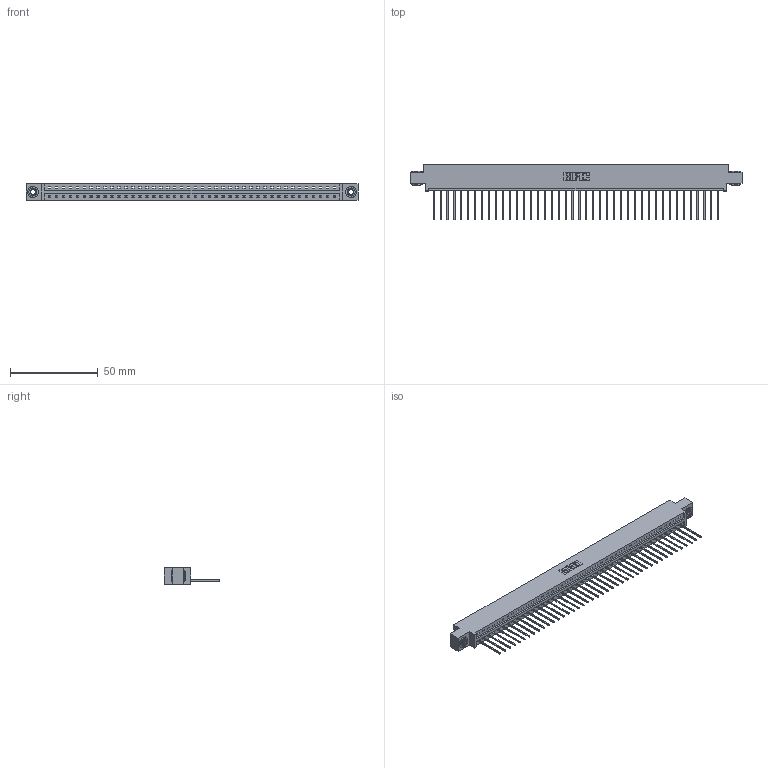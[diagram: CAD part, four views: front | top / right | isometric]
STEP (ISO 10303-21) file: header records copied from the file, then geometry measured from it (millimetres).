
FILE_DESCRIPTION (( 'STEP AP203' ), '1' );
FILE_NAME ('337-042-542-603.STEP', '2019-10-01T22:28:02', ( '' ), ( '' ), 'SwSTEP 2.0', 'SolidWorks 2016', '' );
FILE_SCHEMA (( 'CONFIG_CONTROL_DESIGN' ));
Length unit declared in the file: inch
Products named in the file (4): 337-042-542-603; 345-292-001_345-293-142; 345-250-002_345-250-002-102; 337 Part_0.170 Offset - 0.156 Dia-TH
Assembly tree (45 placements, depth 2):
  337-042-542-603
    337 Part_0.170 Offset - 0.156 Dia-TH
    345-292-001_345-293-142  x42
    345-250-002_345-250-002-102  x2
Bounding box: 189.43 x 31.63 x 9.4 mm (x, y, z)
Volume: 19683.7 mm3; surface area: 21284 mm2
Topology: 45 solids, 45 shells, 2760 faces, 8295 edges, 5470 vertices
Faces by surface type: plane 2016, cylinder 736, cone 8
Entity records: 32020 total; most frequent: CARTESIAN_POINT 5555, ORIENTED_EDGE 5526, DIRECTION 4709, EDGE_CURVE 2763, LINE 2611, VECTOR 2611, VERTEX_POINT 1838, AXIS2_PLACEMENT_3D 1049
